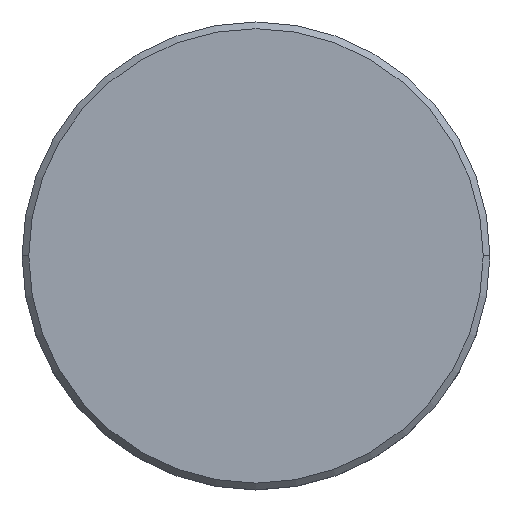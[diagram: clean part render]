
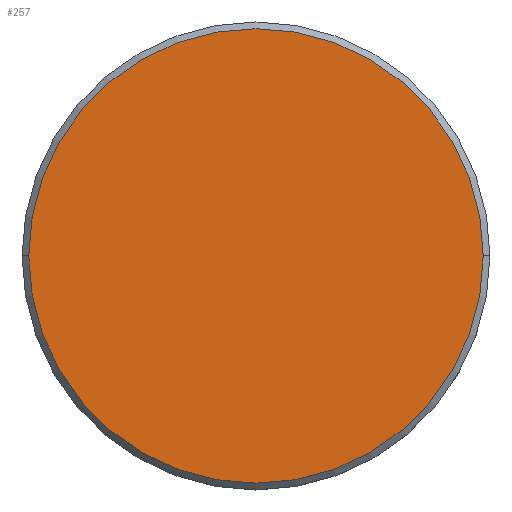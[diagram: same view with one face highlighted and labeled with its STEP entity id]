
A CAD part, top view. The second image highlights one B-rep face of the part: STEP entity #257.
In plain terms, the highlighted planar face has unit normal (0, 0, 1).
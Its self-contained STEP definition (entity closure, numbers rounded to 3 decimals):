
#106 = CARTESIAN_POINT ( 'NONE',  ( 0., 0., 0. ) ) ;
#199 = ORIENTED_EDGE ( 'NONE', *, *, #737, .T. ) ;
#218 = CARTESIAN_POINT ( 'NONE',  ( 0., 0., 0. ) ) ;
#247 = CARTESIAN_POINT ( 'NONE',  ( 0., 0., 0. ) ) ;
#257 = ADVANCED_FACE ( 'NONE', ( #422 ), #1034, .T. ) ;
#295 = DIRECTION ( 'NONE',  ( 1., 0., 0. ) ) ;
#308 = VERTEX_POINT ( 'NONE', #330 ) ;
#330 = CARTESIAN_POINT ( 'NONE',  ( 17., 0., 0. ) ) ;
#422 = FACE_OUTER_BOUND ( 'NONE', #1057, .T. ) ;
#493 = DIRECTION ( 'NONE',  ( 0., 0., 1. ) ) ;
#532 = AXIS2_PLACEMENT_3D ( 'NONE', #106, #983, #1068 ) ;
#591 = DIRECTION ( 'NONE',  ( 0., 0., 1. ) ) ;
#601 = ORIENTED_EDGE ( 'NONE', *, *, #1104, .T. ) ;
#621 = CIRCLE ( 'NONE', #659, 17. ) ;
#659 = AXIS2_PLACEMENT_3D ( 'NONE', #218, #493, #667 ) ;
#667 = DIRECTION ( 'NONE',  ( 1., 0., 0. ) ) ;
#737 = EDGE_CURVE ( 'NONE', #308, #942, #621, .T. ) ;
#815 = CIRCLE ( 'NONE', #532, 17. ) ;
#942 = VERTEX_POINT ( 'NONE', #1138 ) ;
#983 = DIRECTION ( 'NONE',  ( 0., 0., 1. ) ) ;
#1034 = PLANE ( 'NONE',  #1094 ) ;
#1057 = EDGE_LOOP ( 'NONE', ( #601, #199 ) ) ;
#1068 = DIRECTION ( 'NONE',  ( 1., 0., 0. ) ) ;
#1094 = AXIS2_PLACEMENT_3D ( 'NONE', #247, #591, #295 ) ;
#1104 = EDGE_CURVE ( 'NONE', #942, #308, #815, .T. ) ;
#1138 = CARTESIAN_POINT ( 'NONE',  ( -17., 0., 0. ) ) ;
